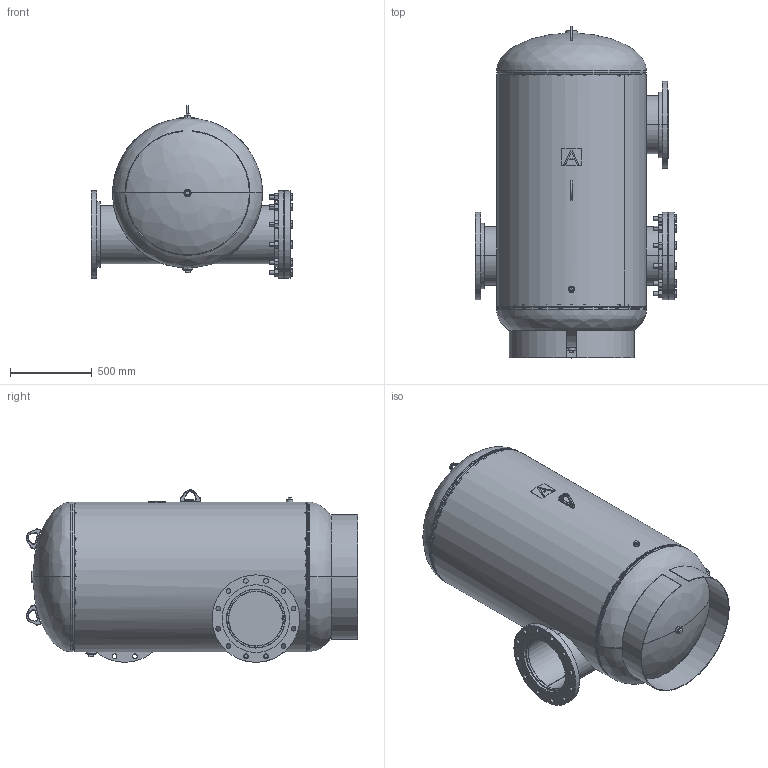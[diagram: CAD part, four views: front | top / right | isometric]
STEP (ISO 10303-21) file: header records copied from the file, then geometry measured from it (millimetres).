
FILE_DESCRIPTION (( 'STEP AP203' ), '1' );
FILE_NAME ('SPA-14-S.STEP', '2022-08-11T17:28:04', ( '' ), ( '' ), 'SwSTEP 2.0', 'SolidWorks 2022', '' );
FILE_SCHEMA (( 'CONFIG_CONTROL_DESIGN' ));
Length unit declared in the file: inch
Products named in the file (25): 9400542; PLUGS_9500170; 9200210; 72A0534; SORF FLANGES ASME B16.5_14 150# SA-105; 9301160_19.5; 9800640_HHNUT 1.0000-8-D-N; 99A1288; BLIND FLANGES ASME B16.5_14 150# SA-105; PLUGS_9500140; PLUGS_9500150; 9600830_36" VERT; 9500080; Garlock F.F. Gskt 150# .06 tk_9471014; 9500050; 9100240_.5; 72P0533_8.3125; 72Q0536; 9800607_HHBOLT 1.0000-8x4.5x4.5-N; 9500040; 9500070; SPA-14-S; 05114001; 72J0535
Assembly tree (50 placements, depth 3):
  SPA-14-S
    05114001
    9200210
    9200210
    9500040
    9500050
    9500070
    9500080
    PLUGS_9500140
    PLUGS_9500150
    PLUGS_9500170
    99A1288
      SORF FLANGES ASME B16.5_14 150# SA-105
      9301160_19.5
    72A0534  x2
      SORF FLANGES ASME B16.5_14 150# SA-105
      72P0533_8.3125
    BLIND FLANGES ASME B16.5_14 150# SA-105
    Garlock F.F. Gskt 150# .06 tk_9471014
    9800607_HHBOLT 1.0000-8x4.5x4.5-N  x12
    9800640_HHNUT 1.0000-8-D-N  x12
    9100240_.5
    72J0535
    72Q0536
    9400542  x3
    9600830_36" VERT
Bounding box: 1232.22 x 2024.23 x 1053.34 mm (x, y, z)
Volume: 62770487 mm3; surface area: 19596778.5 mm2
Topology: 49 solids, 49 shells, 1142 faces, 2593 edges, 1577 vertices
Faces by surface type: cylinder 397, plane 323, cone 316, torus 76, bspline 30
Full cylindrical faces by diameter (mm): 331.787 x1, 334.962 x1, 905.662 x1, 914.4 x1
Entity records: 29626 total; most frequent: CARTESIAN_POINT 16058, DIRECTION 2227, ORIENTED_EDGE 2018, EDGE_CURVE 1009, AXIS2_PLACEMENT_3D 944, VERTEX_POINT 643, EDGE_LOOP 542, CIRCLE 496
